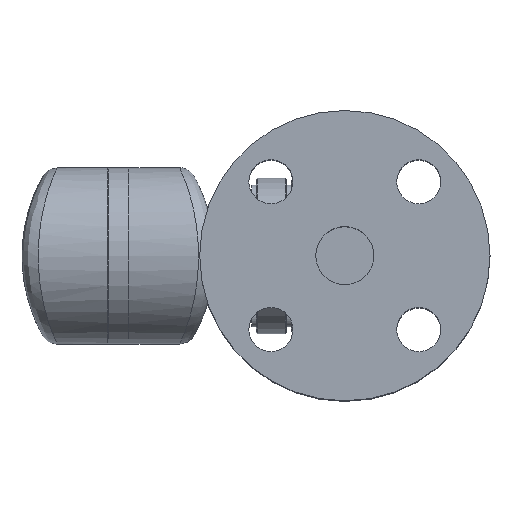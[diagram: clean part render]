
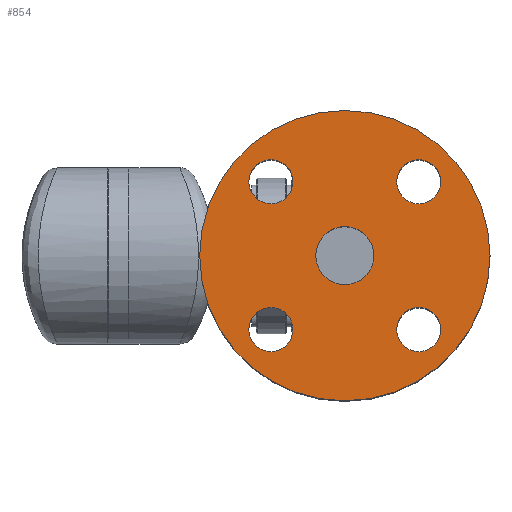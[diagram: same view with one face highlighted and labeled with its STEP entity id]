
A CAD part, top view. The second image highlights one B-rep face of the part: STEP entity #854.
In plain terms, the highlighted planar face has unit normal (0, 0, 1).
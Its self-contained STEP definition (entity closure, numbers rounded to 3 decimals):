
#553=CARTESIAN_POINT('',(155.5,0.0,94.));
#554=VERTEX_POINT('',#553);
#555=CARTESIAN_POINT('',(93.,0.0,94.));
#556=DIRECTION('',(0.0,0.0,1.0));
#557=DIRECTION('',(1.0,0.0,0.0));
#558=AXIS2_PLACEMENT_3D('',#555,#556,#557);
#559=CIRCLE('',#558,62.5);
#560=EDGE_CURVE('',#554,#554,#559,.T.);
#597=CARTESIAN_POINT('',(124.82,22.32,94.));
#598=VERTEX_POINT('',#597);
#599=CARTESIAN_POINT('',(124.82,31.82,94.));
#600=DIRECTION('',(0.0,0.0,-1.0));
#601=DIRECTION('',(0.0,-1.0,0.0));
#602=AXIS2_PLACEMENT_3D('',#599,#600,#601);
#603=CIRCLE('',#602,9.5);
#604=EDGE_CURVE('',#598,#598,#603,.T.);
#638=CARTESIAN_POINT('',(115.32,-31.82,94.));
#639=VERTEX_POINT('',#638);
#640=CARTESIAN_POINT('',(124.82,-31.82,94.));
#641=DIRECTION('',(0.0,0.0,-1.0));
#642=DIRECTION('',(-1.0,0.0,0.0));
#643=AXIS2_PLACEMENT_3D('',#640,#641,#642);
#644=CIRCLE('',#643,9.5);
#645=EDGE_CURVE('',#639,#639,#644,.T.);
#679=CARTESIAN_POINT('',(61.18,-22.32,94.));
#680=VERTEX_POINT('',#679);
#681=CARTESIAN_POINT('',(61.18,-31.82,94.));
#682=DIRECTION('',(0.0,0.0,-1.0));
#683=DIRECTION('',(0.0,1.0,0.0));
#684=AXIS2_PLACEMENT_3D('',#681,#682,#683);
#685=CIRCLE('',#684,9.5);
#686=EDGE_CURVE('',#680,#680,#685,.T.);
#720=CARTESIAN_POINT('',(70.68,31.82,94.));
#721=VERTEX_POINT('',#720);
#722=CARTESIAN_POINT('',(61.18,31.82,94.));
#723=DIRECTION('',(0.0,0.0,-1.0));
#724=DIRECTION('',(1.0,0.0,0.0));
#725=AXIS2_PLACEMENT_3D('',#722,#723,#724);
#726=CIRCLE('',#725,9.5);
#727=EDGE_CURVE('',#721,#721,#726,.T.);
#823=CARTESIAN_POINT('',(130.5,0.0,94.));
#824=DIRECTION('',(0.0,0.0,1.0));
#825=DIRECTION('',(1.0,0.0,0.0));
#826=AXIS2_PLACEMENT_3D('',#823,#824,#825);
#827=PLANE('',#826);
#828=ORIENTED_EDGE('',*,*,#560,.T.);
#829=EDGE_LOOP('',(#828));
#830=FACE_OUTER_BOUND('',#829,.T.);
#831=ORIENTED_EDGE('',*,*,#604,.T.);
#832=EDGE_LOOP('',(#831));
#833=FACE_BOUND('',#832,.T.);
#834=ORIENTED_EDGE('',*,*,#645,.T.);
#835=EDGE_LOOP('',(#834));
#836=FACE_BOUND('',#835,.T.);
#837=ORIENTED_EDGE('',*,*,#686,.T.);
#838=EDGE_LOOP('',(#837));
#839=FACE_BOUND('',#838,.T.);
#840=ORIENTED_EDGE('',*,*,#727,.T.);
#841=EDGE_LOOP('',(#840));
#842=FACE_BOUND('',#841,.T.);
#843=CARTESIAN_POINT('',(105.5,0.0,94.));
#844=VERTEX_POINT('',#843);
#845=CARTESIAN_POINT('',(93.,0.0,94.));
#846=DIRECTION('',(0.0,0.0,1.0));
#847=DIRECTION('',(1.0,0.0,0.0));
#848=AXIS2_PLACEMENT_3D('',#845,#846,#847);
#849=CIRCLE('',#848,12.5);
#850=EDGE_CURVE('',#844,#844,#849,.T.);
#851=ORIENTED_EDGE('',*,*,#850,.F.);
#852=EDGE_LOOP('',(#851));
#853=FACE_BOUND('',#852,.T.);
#854=ADVANCED_FACE('',(#830,#833,#836,#839,#842,#853),#827,.T.);
